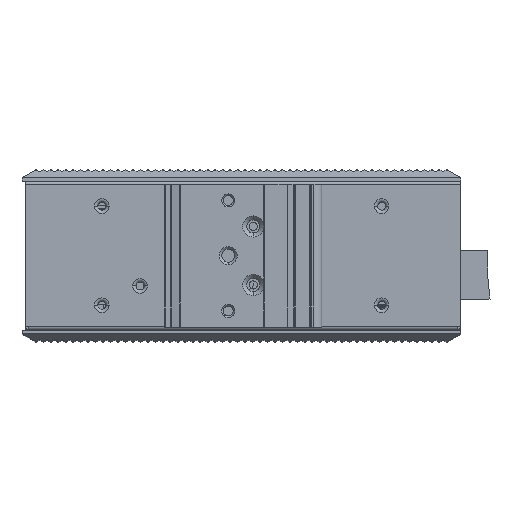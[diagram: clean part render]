
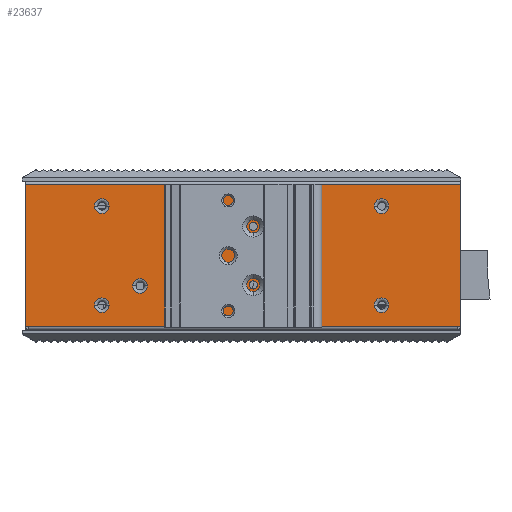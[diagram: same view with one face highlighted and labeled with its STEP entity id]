
A CAD part, top view. The second image highlights one B-rep face of the part: STEP entity #23637.
In plain terms, the highlighted planar face has unit normal (0, 0, 1).
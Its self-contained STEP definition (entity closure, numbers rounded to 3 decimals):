
#10356=DIRECTION('',(-1.,0.,0.));
#10357=VECTOR('',#10356,132.);
#10358=CARTESIAN_POINT('',(65.66,0.,46.3));
#10359=LINE('',#10358,#10357);
#10363=DIRECTION('',(1.,0.,0.));
#10364=VECTOR('',#10363,1.);
#10365=CARTESIAN_POINT('',(-67.34,0.,46.3));
#10366=LINE('',#10365,#10364);
#10370=DIRECTION('',(0.,-1.,0.));
#10371=VECTOR('',#10370,43.8);
#10372=CARTESIAN_POINT('',(-67.34,43.8,46.3));
#10373=LINE('',#10372,#10371);
#10377=DIRECTION('',(0.,1.,0.));
#10378=VECTOR('',#10377,43.8);
#10379=CARTESIAN_POINT('',(66.66,0.,46.3));
#10380=LINE('',#10379,#10378);
#10384=DIRECTION('',(1.,0.,0.));
#10385=VECTOR('',#10384,1.);
#10386=CARTESIAN_POINT('',(65.66,0.,46.3));
#10387=LINE('',#10386,#10385);
#10391=CARTESIAN_POINT('',(2.83,30.9,46.3));
#10392=DIRECTION('',(0.,0.,-1.));
#10393=DIRECTION('',(-1.,0.,0.));
#10394=AXIS2_PLACEMENT_3D('',#10391,#10392,#10393);
#10399=CARTESIAN_POINT('',(2.83,30.9,46.3));
#10400=DIRECTION('',(0.,0.,-1.));
#10401=DIRECTION('',(1.,0.,0.));
#10402=AXIS2_PLACEMENT_3D('',#10399,#10400,#10401);
#10407=CARTESIAN_POINT('',(2.83,12.9,46.3));
#10408=DIRECTION('',(0.,0.,-1.));
#10409=DIRECTION('',(-1.,0.,0.));
#10410=AXIS2_PLACEMENT_3D('',#10407,#10408,#10409);
#10415=CARTESIAN_POINT('',(2.83,12.9,46.3));
#10416=DIRECTION('',(0.,0.,-1.));
#10417=DIRECTION('',(1.,0.,0.));
#10418=AXIS2_PLACEMENT_3D('',#10415,#10416,#10417);
#10423=CARTESIAN_POINT('',(42.36,6.65,46.3));
#10424=DIRECTION('',(0.,0.,-1.));
#10425=DIRECTION('',(1.,0.,0.));
#10426=AXIS2_PLACEMENT_3D('',#10423,#10424,#10425);
#10431=CARTESIAN_POINT('',(42.36,6.65,46.3));
#10432=DIRECTION('',(0.,0.,-1.));
#10433=DIRECTION('',(-1.,0.,0.));
#10434=AXIS2_PLACEMENT_3D('',#10431,#10432,#10433);
#10439=CARTESIAN_POINT('',(42.36,37.15,46.3));
#10440=DIRECTION('',(0.,0.,-1.));
#10441=DIRECTION('',(1.,0.,0.));
#10442=AXIS2_PLACEMENT_3D('',#10439,#10440,#10441);
#10447=CARTESIAN_POINT('',(42.36,37.15,46.3));
#10448=DIRECTION('',(0.,0.,-1.));
#10449=DIRECTION('',(-1.,0.,0.));
#10450=AXIS2_PLACEMENT_3D('',#10447,#10448,#10449);
#10455=CARTESIAN_POINT('',(-43.78,6.65,46.3));
#10456=DIRECTION('',(0.,0.,-1.));
#10457=DIRECTION('',(1.,0.,0.));
#10458=AXIS2_PLACEMENT_3D('',#10455,#10456,#10457);
#10463=CARTESIAN_POINT('',(-43.78,6.65,46.3));
#10464=DIRECTION('',(0.,0.,-1.));
#10465=DIRECTION('',(-1.,0.,0.));
#10466=AXIS2_PLACEMENT_3D('',#10463,#10464,#10465);
#10471=CARTESIAN_POINT('',(-43.78,37.15,46.3));
#10472=DIRECTION('',(0.,0.,-1.));
#10473=DIRECTION('',(1.,0.,0.));
#10474=AXIS2_PLACEMENT_3D('',#10471,#10472,#10473);
#10479=CARTESIAN_POINT('',(-43.78,37.15,46.3));
#10480=DIRECTION('',(0.,0.,-1.));
#10481=DIRECTION('',(-1.,0.,0.));
#10482=AXIS2_PLACEMENT_3D('',#10479,#10480,#10481);
#10487=CARTESIAN_POINT('',(-32.,12.6,46.3));
#10488=DIRECTION('',(0.,0.,-1.));
#10489=DIRECTION('',(1.,0.,0.));
#10490=AXIS2_PLACEMENT_3D('',#10487,#10488,#10489);
#10495=CARTESIAN_POINT('',(-32.,12.6,46.3));
#10496=DIRECTION('',(0.,0.,-1.));
#10497=DIRECTION('',(-1.,0.,0.));
#10498=AXIS2_PLACEMENT_3D('',#10495,#10496,#10497);
#10602=DIRECTION('',(-1.,0.,0.));
#10603=VECTOR('',#10602,134.);
#10604=CARTESIAN_POINT('',(66.66,43.8,46.3));
#10605=LINE('',#10604,#10603);
#12288=CARTESIAN_POINT('',(66.66,0.,46.3));
#12290=VERTEX_POINT('',#12288);
#12291=CARTESIAN_POINT('',(65.66,0.,46.3));
#12292=VERTEX_POINT('',#12291);
#12294=CARTESIAN_POINT('',(-67.34,0.,46.3));
#12296=VERTEX_POINT('',#12294);
#12297=CARTESIAN_POINT('',(-66.34,0.,46.3));
#12298=VERTEX_POINT('',#12297);
#12315=CARTESIAN_POINT('',(66.66,43.8,46.3));
#12316=CARTESIAN_POINT('',(-67.34,43.8,46.3));
#12317=VERTEX_POINT('',#12315);
#12318=VERTEX_POINT('',#12316);
#12353=CARTESIAN_POINT('',(1.58,30.9,46.3));
#12354=CARTESIAN_POINT('',(4.08,30.9,46.3));
#12355=VERTEX_POINT('',#12353);
#12356=VERTEX_POINT('',#12354);
#12361=CARTESIAN_POINT('',(1.58,12.9,46.3));
#12362=CARTESIAN_POINT('',(4.08,12.9,46.3));
#12363=VERTEX_POINT('',#12361);
#12364=VERTEX_POINT('',#12362);
#13909=CARTESIAN_POINT('',(44.61,6.65,46.3));
#13910=CARTESIAN_POINT('',(40.11,6.65,46.3));
#13911=VERTEX_POINT('',#13909);
#13912=VERTEX_POINT('',#13910);
#13929=CARTESIAN_POINT('',(44.61,37.15,46.3));
#13930=CARTESIAN_POINT('',(40.11,37.15,46.3));
#13931=VERTEX_POINT('',#13929);
#13932=VERTEX_POINT('',#13930);
#13949=CARTESIAN_POINT('',(-41.53,6.65,46.3));
#13950=CARTESIAN_POINT('',(-46.03,6.65,46.3));
#13951=VERTEX_POINT('',#13949);
#13952=VERTEX_POINT('',#13950);
#13969=CARTESIAN_POINT('',(-41.53,37.15,46.3));
#13970=CARTESIAN_POINT('',(-46.03,37.15,46.3));
#13971=VERTEX_POINT('',#13969);
#13972=VERTEX_POINT('',#13970);
#14129=CARTESIAN_POINT('',(-29.75,12.6,46.3));
#14130=CARTESIAN_POINT('',(-34.25,12.6,46.3));
#14131=VERTEX_POINT('',#14129);
#14132=VERTEX_POINT('',#14130);
#23579=CARTESIAN_POINT('',(-66.34,0.,46.3));
#23580=DIRECTION('',(0.,0.,-1.));
#23581=DIRECTION('',(-1.,0.,0.));
#23582=AXIS2_PLACEMENT_3D('',#23579,#23580,#23581);
#23583=PLANE('',#23582);
#23584=ORIENTED_EDGE('',*,*,#23560,.T.);
#23585=ORIENTED_EDGE('',*,*,#22692,.F.);
#23587=ORIENTED_EDGE('',*,*,#23586,.F.);
#23589=ORIENTED_EDGE('',*,*,#23588,.F.);
#23591=ORIENTED_EDGE('',*,*,#23590,.F.);
#23592=ORIENTED_EDGE('',*,*,#22776,.F.);
#23593=EDGE_LOOP('',(#23584,#23585,#23587,#23589,#23591,#23592));
#23594=FACE_OUTER_BOUND('',#23593,.F.);
#23596=ORIENTED_EDGE('',*,*,#23595,.F.);
#23598=ORIENTED_EDGE('',*,*,#23597,.F.);
#23599=EDGE_LOOP('',(#23596,#23598));
#23600=FACE_BOUND('',#23599,.F.);
#23602=ORIENTED_EDGE('',*,*,#23601,.F.);
#23604=ORIENTED_EDGE('',*,*,#23603,.F.);
#23605=EDGE_LOOP('',(#23602,#23604));
#23606=FACE_BOUND('',#23605,.F.);
#23608=ORIENTED_EDGE('',*,*,#23607,.F.);
#23610=ORIENTED_EDGE('',*,*,#23609,.F.);
#23611=EDGE_LOOP('',(#23608,#23610));
#23612=FACE_BOUND('',#23611,.F.);
#23614=ORIENTED_EDGE('',*,*,#23613,.F.);
#23616=ORIENTED_EDGE('',*,*,#23615,.F.);
#23617=EDGE_LOOP('',(#23614,#23616));
#23618=FACE_BOUND('',#23617,.F.);
#23620=ORIENTED_EDGE('',*,*,#23619,.F.);
#23622=ORIENTED_EDGE('',*,*,#23621,.F.);
#23623=EDGE_LOOP('',(#23620,#23622));
#23624=FACE_BOUND('',#23623,.F.);
#23626=ORIENTED_EDGE('',*,*,#23625,.F.);
#23628=ORIENTED_EDGE('',*,*,#23627,.F.);
#23629=EDGE_LOOP('',(#23626,#23628));
#23630=FACE_BOUND('',#23629,.F.);
#23632=ORIENTED_EDGE('',*,*,#23631,.F.);
#23634=ORIENTED_EDGE('',*,*,#23633,.F.);
#23635=EDGE_LOOP('',(#23632,#23634));
#23636=FACE_BOUND('',#23635,.F.);
#10395=CIRCLE('',#10394,1.25);
#10403=CIRCLE('',#10402,1.25);
#10411=CIRCLE('',#10410,1.25);
#10419=CIRCLE('',#10418,1.25);
#10427=CIRCLE('',#10426,2.25);
#10435=CIRCLE('',#10434,2.25);
#10443=CIRCLE('',#10442,2.25);
#10451=CIRCLE('',#10450,2.25);
#10459=CIRCLE('',#10458,2.25);
#10467=CIRCLE('',#10466,2.25);
#10475=CIRCLE('',#10474,2.25);
#10483=CIRCLE('',#10482,2.25);
#10491=CIRCLE('',#10490,2.25);
#10499=CIRCLE('',#10498,2.25);
#22692=EDGE_CURVE('',#12296,#12298,#10366,.T.);
#22776=EDGE_CURVE('',#12292,#12290,#10387,.T.);
#23560=EDGE_CURVE('',#12292,#12298,#10359,.T.);
#23586=EDGE_CURVE('',#12318,#12296,#10373,.T.);
#23588=EDGE_CURVE('',#12317,#12318,#10605,.T.);
#23590=EDGE_CURVE('',#12290,#12317,#10380,.T.);
#23595=EDGE_CURVE('',#12355,#12356,#10395,.T.);
#23597=EDGE_CURVE('',#12356,#12355,#10403,.T.);
#23601=EDGE_CURVE('',#12363,#12364,#10411,.T.);
#23603=EDGE_CURVE('',#12364,#12363,#10419,.T.);
#23607=EDGE_CURVE('',#13911,#13912,#10427,.T.);
#23609=EDGE_CURVE('',#13912,#13911,#10435,.T.);
#23613=EDGE_CURVE('',#13931,#13932,#10443,.T.);
#23615=EDGE_CURVE('',#13932,#13931,#10451,.T.);
#23619=EDGE_CURVE('',#13951,#13952,#10459,.T.);
#23621=EDGE_CURVE('',#13952,#13951,#10467,.T.);
#23625=EDGE_CURVE('',#13971,#13972,#10475,.T.);
#23627=EDGE_CURVE('',#13972,#13971,#10483,.T.);
#23631=EDGE_CURVE('',#14131,#14132,#10491,.T.);
#23633=EDGE_CURVE('',#14132,#14131,#10499,.T.);
#23637=ADVANCED_FACE('',(#23594,#23600,#23606,#23612,#23618,#23624,#23630,
#23636),#23583,.F.);
